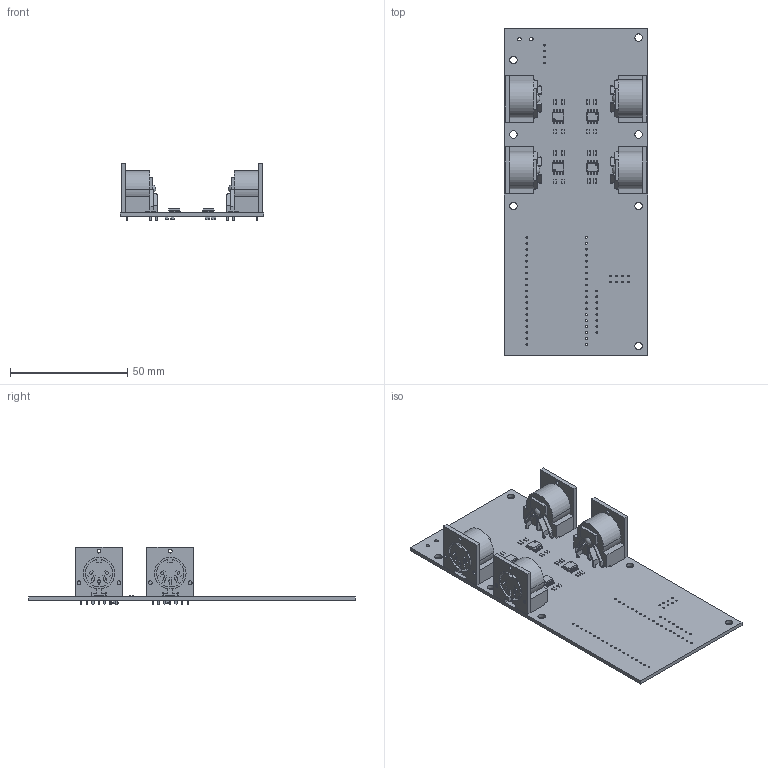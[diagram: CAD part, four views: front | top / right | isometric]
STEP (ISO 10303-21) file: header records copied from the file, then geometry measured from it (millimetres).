
FILE_DESCRIPTION(('KiCad electronic assembly'),'2;1');
FILE_NAME('new-joy-board.step','2018-09-15T12:17:56',('An Author'),( 'A Company'),'Open CASCADE STEP processor 6.9', 'KiCad to STEP converter','Unknown');
FILE_SCHEMA(('AUTOMOTIVE_DESIGN { 1 0 10303 214 1 1 1 1 }'));
Length unit declared in the file: millimetre
Products named in the file (10): Open CASCADE STEP translator 6.9 1; CUI_SDS-50J; COMPOUND; SOIC-8_3.9x4.9mm_P1.27mm; SOLID; C_0805_2012Metric; R_0805_2012Metric
Assembly tree (37 placements, depth 3):
  Open CASCADE STEP translator 6.9 1
    CUI_SDS-50J  x4
      COMPOUND
    SOIC-8_3.9x4.9mm_P1.27mm  x4
      SOLID
    C_0805_2012Metric  x8
      SOLID
    R_0805_2012Metric  x16
      SOLID
    COMPOUND
Bounding box: 60.96 x 139.19 x 24.6 mm (x, y, z)
Volume: 28293 mm3; surface area: 29861.7 mm2
Topology: 41 solids, 41 shells, 2233 faces, 11017 edges, 13838 vertices
Faces by surface type: plane 1450, cylinder 635, bspline 128, cone 16, sphere 4
Full cylindrical faces by diameter (mm): 0.6 x4, 0.762 x58, 1.3 x28, 1.52 x2, 2.4 x8, 3.2 x7
Entity records: 49180 total; most frequent: CARTESIAN_POINT 10766, DIRECTION 7159, LINE 4571, VECTOR 4571, ORIENTED_EDGE 2964, PCURVE 2964, DEFINITIONAL_REPRESENTATION 2964, EDGE_CURVE 1482
